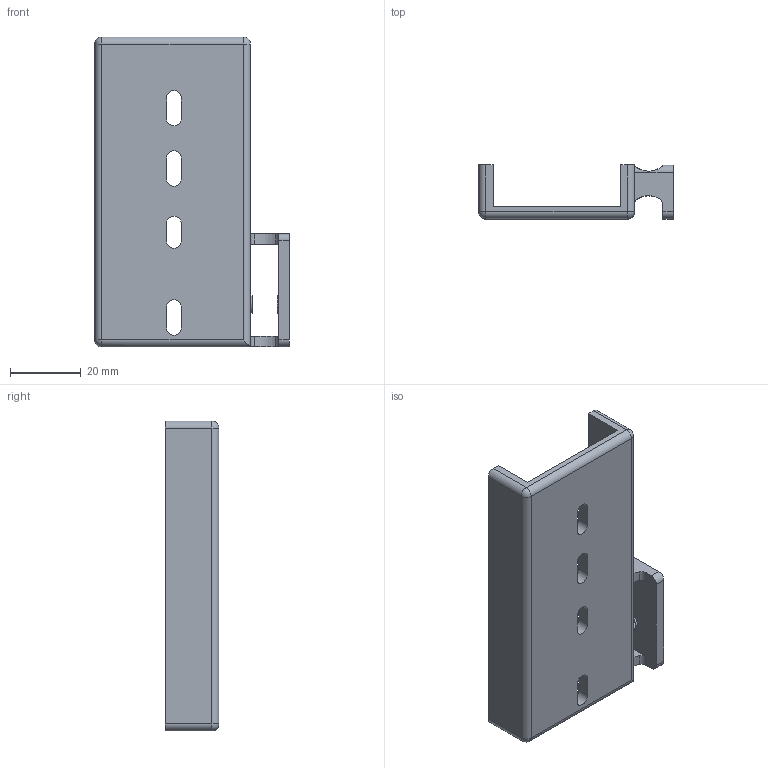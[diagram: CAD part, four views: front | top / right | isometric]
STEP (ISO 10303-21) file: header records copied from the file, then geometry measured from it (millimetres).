
FILE_DESCRIPTION(/* description */ ('STEP AP242'),/* implementation_level */ '2;1');
FILE_NAME(/* name */ '',/* time_stamp */ '2024-10-31T15:27:35+03:00',/* author */ ('Phantom'),/* organization */ ('UNSPECIFIED'),/* preprocessor_version */ 'ST-DEVELOPER v20',/* originating_system */ 'Autodesk Inventor 2025',/* authorisation */ '');
FILE_SCHEMA (('AUTOMOTIVE_DESIGN { 1 0 10303 214 3 1 1 }'));
Length unit declared in the file: millimetre
Products named in the file (1): БЛОКИ С 3 ДЫРКАМИ 
копия
Bounding box: 55 x 15.2 x 87.5 mm (x, y, z)
Volume: 22579.6 mm3; surface area: 14199.6 mm2
Topology: 1 solids, 1 shells, 62 faces, 166 edges, 107 vertices
Faces by surface type: cylinder 31, plane 27, sphere 3, cone 1
Full cylindrical faces by diameter (mm): 4.3 x2, 5 x2
Entity records: 2049 total; most frequent: CARTESIAN_POINT 370, DIRECTION 353, ORIENTED_EDGE 332, EDGE_CURVE 166, AXIS2_PLACEMENT_3D 126, VERTEX_POINT 107, LINE 101, VECTOR 101
